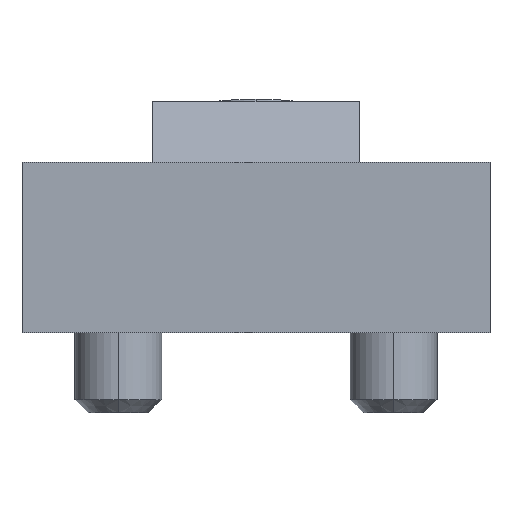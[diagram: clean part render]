
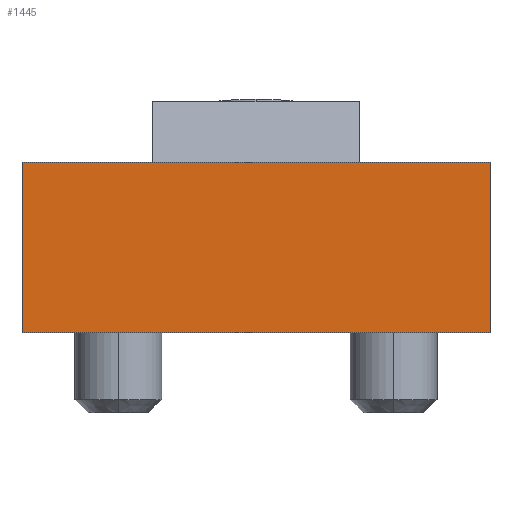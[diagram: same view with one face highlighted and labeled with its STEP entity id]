
A CAD part, left-side view. The second image highlights one B-rep face of the part: STEP entity #1445.
In plain terms, the highlighted planar face has unit normal (-1, 0, 0).
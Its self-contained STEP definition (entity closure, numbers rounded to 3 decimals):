
#31 = VECTOR ( 'NONE', #218, 1000. ) ;
#218 = DIRECTION ( 'NONE',  ( 0., 0., -1. ) ) ;
#224 = VECTOR ( 'NONE', #2407, 1000. ) ;
#228 = DIRECTION ( 'NONE',  ( 1., 0., 0. ) ) ;
#251 = EDGE_LOOP ( 'NONE', ( #1310, #910, #2693, #1521 ) ) ;
#301 = EDGE_CURVE ( 'NONE', #972, #985, #816, .T. ) ;
#370 = VECTOR ( 'NONE', #2973, 1000. ) ;
#411 = CARTESIAN_POINT ( 'NONE',  ( -9.525, -8.89, 0. ) ) ;
#455 = PLANE ( 'NONE',  #1627 ) ;
#568 = CARTESIAN_POINT ( 'NONE',  ( -9.525, 34.29, 15.748 ) ) ;
#591 = CARTESIAN_POINT ( 'NONE',  ( -9.525, -8.89, 15.748 ) ) ;
#668 = LINE ( 'NONE', #1106, #31 ) ;
#714 = VERTEX_POINT ( 'NONE', #568 ) ;
#719 = CARTESIAN_POINT ( 'NONE',  ( -9.525, 34.29, 0. ) ) ;
#787 = LINE ( 'NONE', #1740, #224 ) ;
#816 = LINE ( 'NONE', #411, #370 ) ;
#910 = ORIENTED_EDGE ( 'NONE', *, *, #301, .F. ) ;
#945 = CARTESIAN_POINT ( 'NONE',  ( -9.525, -8.89, 0. ) ) ;
#972 = VERTEX_POINT ( 'NONE', #945 ) ;
#985 = VERTEX_POINT ( 'NONE', #719 ) ;
#1106 = CARTESIAN_POINT ( 'NONE',  ( -9.525, 34.29, 15.748 ) ) ;
#1158 = VERTEX_POINT ( 'NONE', #1252 ) ;
#1187 = DIRECTION ( 'NONE',  ( 0., 0., 1. ) ) ;
#1252 = CARTESIAN_POINT ( 'NONE',  ( -9.525, -8.89, 15.748 ) ) ;
#1310 = ORIENTED_EDGE ( 'NONE', *, *, #1581, .T. ) ;
#1387 = CARTESIAN_POINT ( 'NONE',  ( -9.525, -8.89, 15.748 ) ) ;
#1445 = ADVANCED_FACE ( 'NONE', ( #2835 ), #455, .F. ) ;
#1494 = VECTOR ( 'NONE', #1526, 1000. ) ;
#1521 = ORIENTED_EDGE ( 'NONE', *, *, #2342, .T. ) ;
#1526 = DIRECTION ( 'NONE',  ( 0., 0., -1. ) ) ;
#1581 = EDGE_CURVE ( 'NONE', #714, #985, #668, .T. ) ;
#1627 = AXIS2_PLACEMENT_3D ( 'NONE', #1387, #228, #1187 ) ;
#1740 = CARTESIAN_POINT ( 'NONE',  ( -9.525, -8.89, 15.748 ) ) ;
#2342 = EDGE_CURVE ( 'NONE', #1158, #714, #787, .T. ) ;
#2407 = DIRECTION ( 'NONE',  ( 0., 1., 0. ) ) ;
#2408 = EDGE_CURVE ( 'NONE', #1158, #972, #2643, .T. ) ;
#2643 = LINE ( 'NONE', #591, #1494 ) ;
#2693 = ORIENTED_EDGE ( 'NONE', *, *, #2408, .F. ) ;
#2835 = FACE_OUTER_BOUND ( 'NONE', #251, .T. ) ;
#2973 = DIRECTION ( 'NONE',  ( 0., 1., 0. ) ) ;
